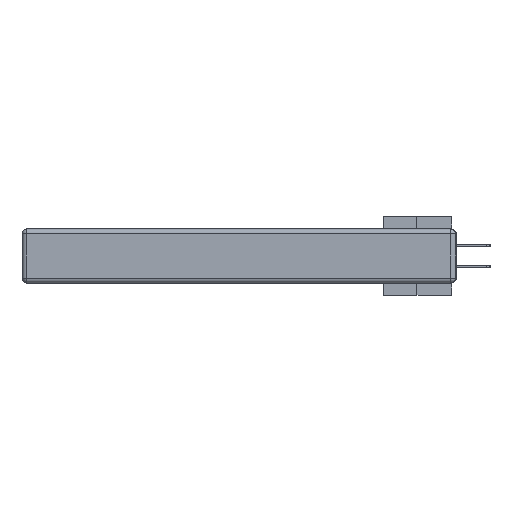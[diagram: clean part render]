
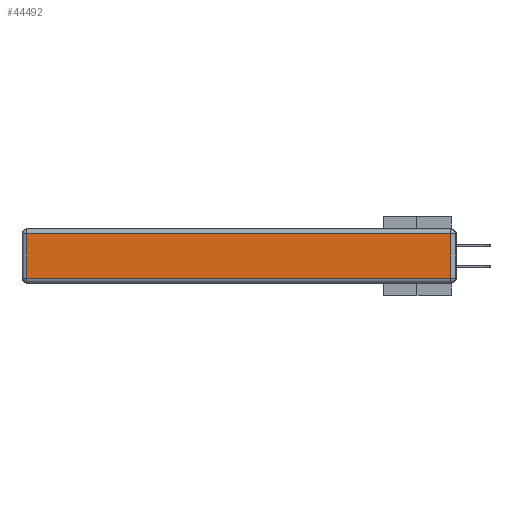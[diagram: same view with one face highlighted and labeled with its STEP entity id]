
A CAD part, left-side view. The second image highlights one B-rep face of the part: STEP entity #44492.
In plain terms, the highlighted planar face has unit normal (-1, 0, 0).
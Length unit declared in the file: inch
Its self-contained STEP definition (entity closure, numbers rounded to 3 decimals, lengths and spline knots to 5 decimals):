
#363 = VECTOR ( 'NONE', #15534, 39.37008 ) ;
#3249 = CARTESIAN_POINT ( 'NONE',  ( 0., 0., -0.313 ) ) ;
#6130 = CARTESIAN_POINT ( 'NONE',  ( 0., 2.72, -0.313 ) ) ;
#6411 = PLANE ( 'NONE',  #39347 ) ;
#8809 = CARTESIAN_POINT ( 'NONE',  ( 0., 0.03, -0.313 ) ) ;
#10949 = DIRECTION ( 'NONE',  ( 0., 1., 0. ) ) ;
#11065 = ORIENTED_EDGE ( 'NONE', *, *, #29262, .T. ) ;
#11903 = LINE ( 'NONE', #3249, #16422 ) ;
#15082 = EDGE_CURVE ( 'NONE', #23194, #46758, #41327, .T. ) ;
#15534 = DIRECTION ( 'NONE',  ( 0., 0., -1. ) ) ;
#16422 = VECTOR ( 'NONE', #39139, 39.37008 ) ;
#16685 = VECTOR ( 'NONE', #10949, 39.37008 ) ;
#16692 = ORIENTED_EDGE ( 'NONE', *, *, #21963, .T. ) ;
#16854 = CARTESIAN_POINT ( 'NONE',  ( 0., 0., -0.343 ) ) ;
#17967 = ORIENTED_EDGE ( 'NONE', *, *, #15082, .T. ) ;
#18610 = VERTEX_POINT ( 'NONE', #45216 ) ;
#21963 = EDGE_CURVE ( 'NONE', #46758, #41571, #11903, .T. ) ;
#22291 = ORIENTED_EDGE ( 'NONE', *, *, #45569, .T. ) ;
#23147 = CARTESIAN_POINT ( 'NONE',  ( 0., 2.72, -0.343 ) ) ;
#23194 = VERTEX_POINT ( 'NONE', #38135 ) ;
#24219 = VECTOR ( 'NONE', #26136, 39.37008 ) ;
#26136 = DIRECTION ( 'NONE',  ( 0., 0., 1. ) ) ;
#29262 = EDGE_CURVE ( 'NONE', #18610, #23194, #33177, .T. ) ;
#29593 = CARTESIAN_POINT ( 'NONE',  ( 0., 0.03, -0.343 ) ) ;
#31732 = DIRECTION ( 'NONE',  ( 0., 0., 1. ) ) ;
#33177 = LINE ( 'NONE', #36635, #16685 ) ;
#33234 = EDGE_LOOP ( 'NONE', ( #16692, #22291, #11065, #17967 ) ) ;
#36635 = CARTESIAN_POINT ( 'NONE',  ( 0., 2.75, -0.03 ) ) ;
#36822 = FACE_OUTER_BOUND ( 'NONE', #33234, .T. ) ;
#38135 = CARTESIAN_POINT ( 'NONE',  ( 0., 2.72, -0.03 ) ) ;
#39139 = DIRECTION ( 'NONE',  ( 0., -1., 0. ) ) ;
#39347 = AXIS2_PLACEMENT_3D ( 'NONE', #16854, #45987, #31732 ) ;
#41327 = LINE ( 'NONE', #23147, #363 ) ;
#41571 = VERTEX_POINT ( 'NONE', #8809 ) ;
#44492 = ADVANCED_FACE ( 'NONE', ( #36822 ), #6411, .T. ) ;
#45216 = CARTESIAN_POINT ( 'NONE',  ( 0., 0.03, -0.03 ) ) ;
#45569 = EDGE_CURVE ( 'NONE', #41571, #18610, #46482, .T. ) ;
#45987 = DIRECTION ( 'NONE',  ( -1., 0., 0. ) ) ;
#46482 = LINE ( 'NONE', #29593, #24219 ) ;
#46758 = VERTEX_POINT ( 'NONE', #6130 ) ;
